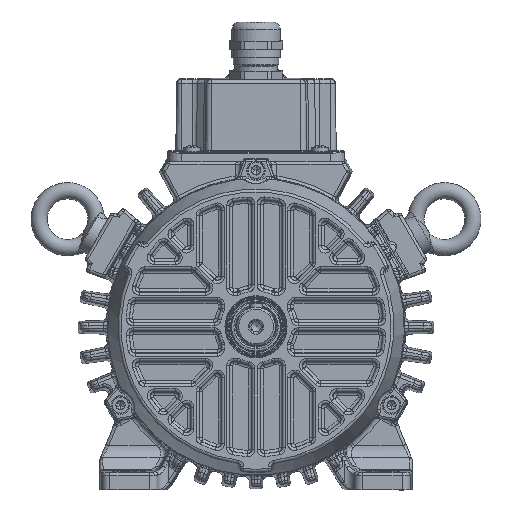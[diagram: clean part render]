
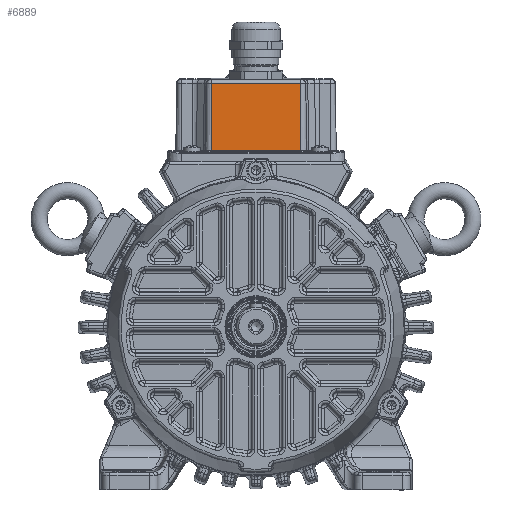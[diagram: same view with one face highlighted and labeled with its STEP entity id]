
A CAD part, top view. The second image highlights one B-rep face of the part: STEP entity #6889.
In plain terms, the highlighted planar face has unit normal (0, 0.007, 1).
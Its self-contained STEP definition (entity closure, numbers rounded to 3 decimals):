
#3340=PLANE('',#52820);
#6889=ADVANCED_FACE('',(#10498),#3340,.T.);
#10498=FACE_OUTER_BOUND('',#13639,.T.);
#13639=EDGE_LOOP('',(#31619,#31620,#31621,#31622));
#31619=ORIENTED_EDGE('',*,*,#43452,.T.);
#31620=ORIENTED_EDGE('',*,*,#43425,.T.);
#31621=ORIENTED_EDGE('',*,*,#43454,.T.);
#31622=ORIENTED_EDGE('',*,*,#43477,.T.);
#36236=VERTEX_POINT('',#115202);
#36244=VERTEX_POINT('',#115292);
#36267=VERTEX_POINT('',#115465);
#36268=VERTEX_POINT('',#115469);
#43425=EDGE_CURVE('',#36236,#36244,#45567,.T.);
#43452=EDGE_CURVE('',#36267,#36236,#45583,.T.);
#43454=EDGE_CURVE('',#36244,#36268,#45584,.T.);
#43477=EDGE_CURVE('',#36268,#36267,#45600,.T.);
#45567=LINE('',#115355,#47562);
#45583=LINE('',#115464,#47578);
#45584=LINE('',#115468,#47579);
#45600=LINE('',#115512,#47595);
#47562=VECTOR('',#65084,1.);
#47578=VECTOR('',#65148,1.);
#47579=VECTOR('',#65153,1.);
#47595=VECTOR('',#65209,1.);
#52820=AXIS2_PLACEMENT_3D('',#115513,#65210,#65211);
#65084=DIRECTION('',(1.,0.,0.));
#65148=DIRECTION('',(0.,-1.,0.007));
#65153=DIRECTION('',(0.,1.,-0.007));
#65209=DIRECTION('',(-1.,0.,0.));
#65210=DIRECTION('',(0.,0.007,1.));
#65211=DIRECTION('',(0.,-1.,0.007));
#115202=CARTESIAN_POINT('',(-22.,86.56,-44.505));
#115292=CARTESIAN_POINT('',(22.,86.56,-44.505));
#115355=CARTESIAN_POINT('',(22.,86.56,-44.505));
#115464=CARTESIAN_POINT('',(-22.,86.069,-44.502));
#115465=CARTESIAN_POINT('',(-22.,119.608,-44.736));
#115468=CARTESIAN_POINT('',(22.,86.069,-44.502));
#115469=CARTESIAN_POINT('',(22.,119.608,-44.736));
#115512=CARTESIAN_POINT('',(-22.,119.608,-44.736));
#115513=CARTESIAN_POINT('',(25.,86.069,-44.502));
